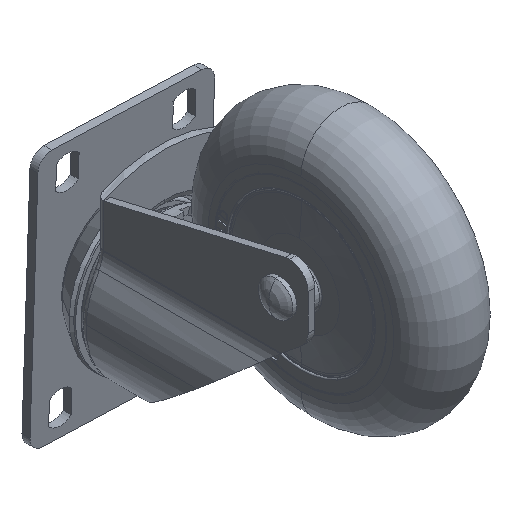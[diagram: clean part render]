
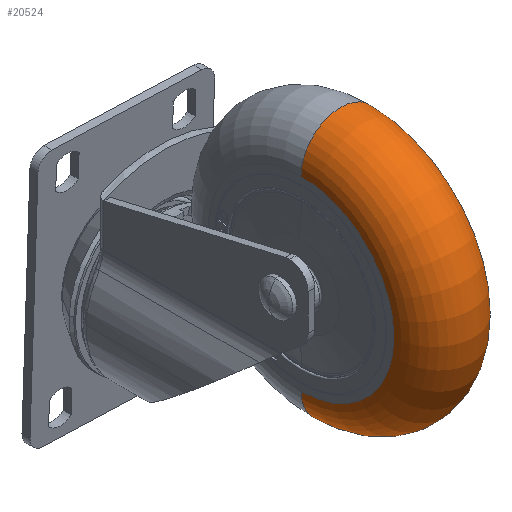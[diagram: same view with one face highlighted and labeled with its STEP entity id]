
A CAD part, isometric view. The second image highlights one B-rep face of the part: STEP entity #20524.
In plain terms, the highlighted toroidal (fillet/blend) face has major radius 35 mm and minor radius 15 mm.
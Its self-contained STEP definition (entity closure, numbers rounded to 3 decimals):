
#1 = AXIS2_PLACEMENT_3D ( 'NONE', #2969, #24707, #6059 ) ;
#233 = CIRCLE ( 'NONE', #23418, 15. ) ;
#924 = CARTESIAN_POINT ( 'NONE',  ( -15., 0., 35. ) ) ;
#2252 = DIRECTION ( 'NONE',  ( 0., 0., -1. ) ) ;
#2860 = EDGE_CURVE ( 'NONE', #33168, #5950, #28335, .T. ) ;
#2969 = CARTESIAN_POINT ( 'NONE',  ( -15., 0., 0. ) ) ;
#4512 = CARTESIAN_POINT ( 'NONE',  ( 15., 0., -35. ) ) ;
#5950 = VERTEX_POINT ( 'NONE', #4512 ) ;
#6059 = DIRECTION ( 'NONE',  ( 0., 0., -1. ) ) ;
#7751 = AXIS2_PLACEMENT_3D ( 'NONE', #31848, #13168, #34966 ) ;
#8845 = DIRECTION ( 'NONE',  ( 0., -1., 0. ) ) ;
#10687 = DIRECTION ( 'NONE',  ( 1., 0., 0. ) ) ;
#13168 = DIRECTION ( 'NONE',  ( 0., 1., 0. ) ) ;
#14056 = EDGE_LOOP ( 'NONE', ( #35287, #28318, #23371, #30829 ) ) ;
#16516 = EDGE_CURVE ( 'NONE', #21043, #33168, #19027, .T. ) ;
#19027 = CIRCLE ( 'NONE', #7751, 15. ) ;
#19145 = EDGE_CURVE ( 'NONE', #21043, #35613, #21290, .T. ) ;
#19216 = AXIS2_PLACEMENT_3D ( 'NONE', #32684, #33274, #2252 ) ;
#20524 = ADVANCED_FACE ( 'NONE', ( #29507 ), #37775, .T. ) ;
#21043 = VERTEX_POINT ( 'NONE', #924 ) ;
#21290 = CIRCLE ( 'NONE', #1, 35. ) ;
#23371 = ORIENTED_EDGE ( 'NONE', *, *, #28261, .T. ) ;
#23418 = AXIS2_PLACEMENT_3D ( 'NONE', #27507, #8845, #30635 ) ;
#24707 = DIRECTION ( 'NONE',  ( 1., 0., 0. ) ) ;
#25157 = CARTESIAN_POINT ( 'NONE',  ( 15., 0., 35. ) ) ;
#27507 = CARTESIAN_POINT ( 'NONE',  ( 0., 0., -35. ) ) ;
#28261 = EDGE_CURVE ( 'NONE', #35613, #5950, #233, .T. ) ;
#28318 = ORIENTED_EDGE ( 'NONE', *, *, #19145, .T. ) ;
#28335 = CIRCLE ( 'NONE', #19216, 35. ) ;
#29507 = FACE_OUTER_BOUND ( 'NONE', #14056, .T. ) ;
#30635 = DIRECTION ( 'NONE',  ( 0., 0., -1. ) ) ;
#30829 = ORIENTED_EDGE ( 'NONE', *, *, #2860, .F. ) ;
#31848 = CARTESIAN_POINT ( 'NONE',  ( 0., 0., 35. ) ) ;
#32356 = AXIS2_PLACEMENT_3D ( 'NONE', #32480, #10687, #35618 ) ;
#32462 = CARTESIAN_POINT ( 'NONE',  ( -15., 0., -35. ) ) ;
#32480 = CARTESIAN_POINT ( 'NONE',  ( 0., 0., 0. ) ) ;
#32684 = CARTESIAN_POINT ( 'NONE',  ( 15., 0., 0. ) ) ;
#33168 = VERTEX_POINT ( 'NONE', #25157 ) ;
#33274 = DIRECTION ( 'NONE',  ( 1., 0., 0. ) ) ;
#34966 = DIRECTION ( 'NONE',  ( 0., 0., 1. ) ) ;
#35287 = ORIENTED_EDGE ( 'NONE', *, *, #16516, .F. ) ;
#35613 = VERTEX_POINT ( 'NONE', #32462 ) ;
#35618 = DIRECTION ( 'NONE',  ( 0., 0., -1. ) ) ;
#37775 = TOROIDAL_SURFACE ( 'NONE', #32356, 35., 15. ) ;
